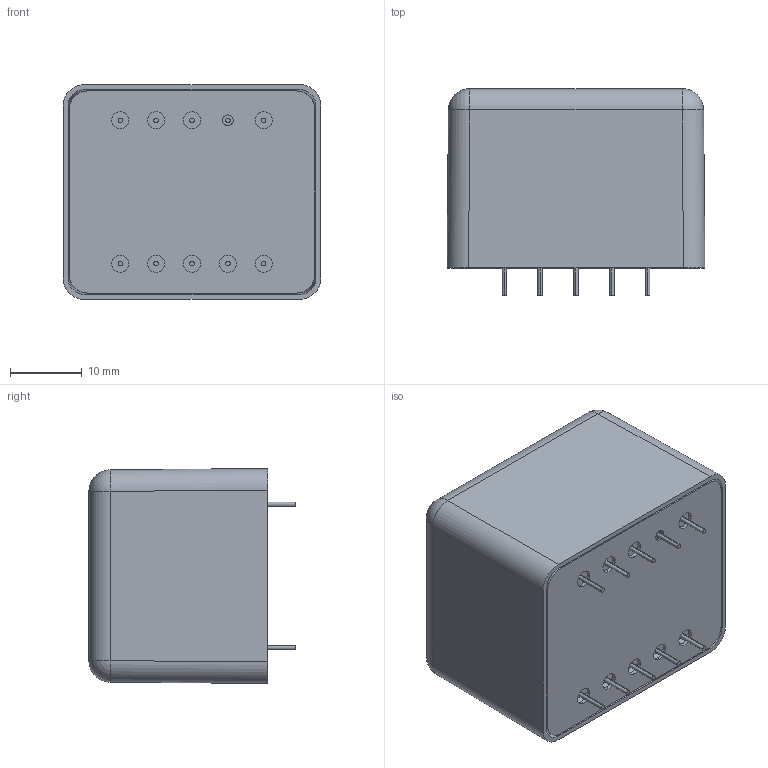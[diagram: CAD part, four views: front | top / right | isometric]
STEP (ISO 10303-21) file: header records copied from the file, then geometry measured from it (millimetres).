
FILE_DESCRIPTION (( 'STEP AP214' ), '1' );
FILE_NAME ('VTX-MICB2.STEP', '2025-08-17T18:49:52', ( '' ), ( '' ), 'SwSTEP 2.0', 'SolidWorks 2024', '' );
FILE_SCHEMA (( 'AUTOMOTIVE_DESIGN' ));
Length unit declared in the file: millimetre
Products named in the file (4): VTX-MICB2 BOBBIN; VTX-MICB2 Can; VTX-MICB2 Lid; VTX-MICB2
Assembly tree (3 placements, depth 2):
  VTX-MICB2
    VTX-MICB2 Can
    VTX-MICB2 BOBBIN
    VTX-MICB2 Lid
Bounding box: 36 x 28.8 x 30 mm (x, y, z)
Volume: 20338.4 mm3; surface area: 13975.5 mm2
Topology: 3 solids, 3 shells, 113 faces, 256 edges, 156 vertices
Faces by surface type: cylinder 68, plane 33, sphere 12
Entity records: 3307 total; most frequent: DIRECTION 610, CARTESIAN_POINT 551, ORIENTED_EDGE 504, EDGE_CURVE 252, AXIS2_PLACEMENT_3D 247, VERTEX_POINT 156, EDGE_LOOP 144, CIRCLE 128
